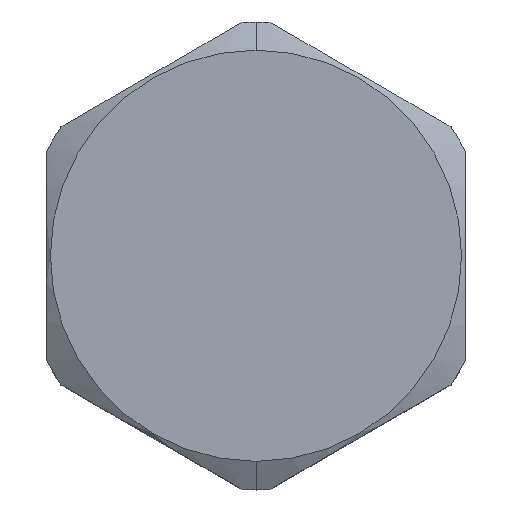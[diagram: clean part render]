
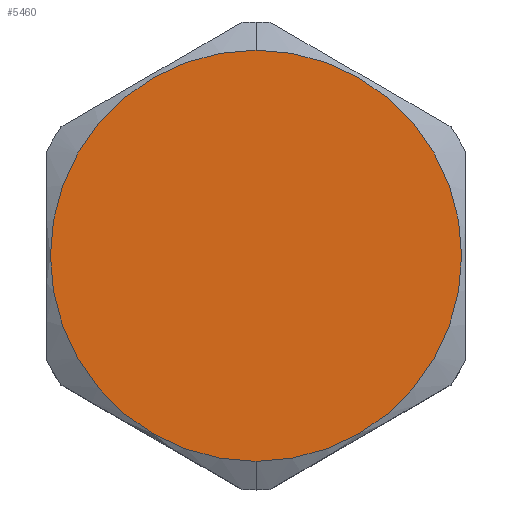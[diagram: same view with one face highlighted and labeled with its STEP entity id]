
A CAD part, top view. The second image highlights one B-rep face of the part: STEP entity #5460.
In plain terms, the highlighted planar face has unit normal (0, 0, 1).
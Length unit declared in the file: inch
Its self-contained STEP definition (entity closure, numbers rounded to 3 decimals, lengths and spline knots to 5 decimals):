
#2612=CARTESIAN_POINT('',(0.,0.,2.121));
#2613=DIRECTION('',(0.,0.,1.));
#2614=DIRECTION('',(0.,-1.,0.));
#2615=AXIS2_PLACEMENT_3D('',#2612,#2613,#2614);
#2617=CARTESIAN_POINT('',(0.,0.,2.121));
#2618=DIRECTION('',(0.,0.,1.));
#2619=DIRECTION('',(0.,1.,0.));
#2620=AXIS2_PLACEMENT_3D('',#2617,#2618,#2619);
#2845=CARTESIAN_POINT('',(0.,-0.43,2.121));
#2846=CARTESIAN_POINT('',(0.,0.43,2.121));
#2847=VERTEX_POINT('',#2845);
#2848=VERTEX_POINT('',#2846);
#5451=CARTESIAN_POINT('',(0.,0.,2.121));
#5452=DIRECTION('',(0.,0.,1.));
#5453=DIRECTION('',(0.,1.,0.));
#5454=AXIS2_PLACEMENT_3D('',#5451,#5452,#5453);
#5455=PLANE('',#5454);
#5456=ORIENTED_EDGE('',*,*,#3189,.F.);
#5457=ORIENTED_EDGE('',*,*,#3137,.F.);
#5458=EDGE_LOOP('',(#5456,#5457));
#5459=FACE_OUTER_BOUND('',#5458,.F.);
#5460=ADVANCED_FACE('',(#5459),#5455,.T.);
#2616=CIRCLE('',#2615,0.43);
#2621=CIRCLE('',#2620,0.43);
#3137=EDGE_CURVE('',#2848,#2847,#2621,.T.);
#3189=EDGE_CURVE('',#2847,#2848,#2616,.T.);
